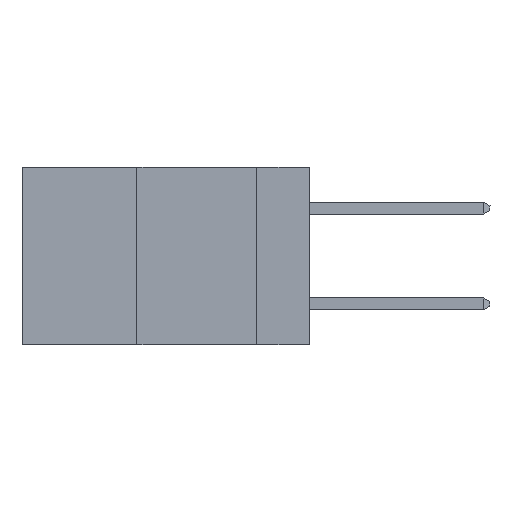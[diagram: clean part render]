
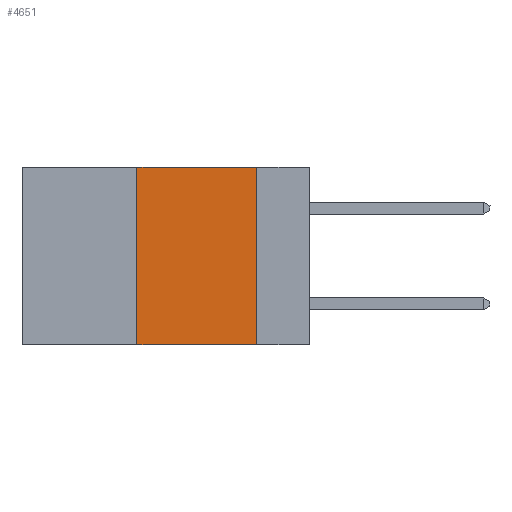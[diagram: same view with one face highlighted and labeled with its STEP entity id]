
A CAD part, left-side view. The second image highlights one B-rep face of the part: STEP entity #4651.
In plain terms, the highlighted planar face has unit normal (-1, 0, 0).
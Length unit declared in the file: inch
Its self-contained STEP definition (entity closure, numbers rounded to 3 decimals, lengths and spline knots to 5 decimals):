
#552 = DIRECTION ( 'NONE',  ( 0., 0., -1. ) ) ;
#1578 = PLANE ( 'NONE',  #1913 ) ;
#1913 = AXIS2_PLACEMENT_3D ( 'NONE', #10512, #2532, #7453 ) ;
#2050 = EDGE_LOOP ( 'NONE', ( #8891, #6804, #10868, #10507 ) ) ;
#2206 = EDGE_CURVE ( 'NONE', #9015, #4822, #10647, .T. ) ;
#2369 = VECTOR ( 'NONE', #552, 39.37008 ) ;
#2488 = CARTESIAN_POINT ( 'NONE',  ( 0., 0.11, 0. ) ) ;
#2532 = DIRECTION ( 'NONE',  ( 1., 0., 0. ) ) ;
#4513 = DIRECTION ( 'NONE',  ( 0., 0., 1. ) ) ;
#4651 = ADVANCED_FACE ( 'NONE', ( #4989 ), #1578, .F. ) ;
#4743 = EDGE_CURVE ( 'NONE', #4822, #11784, #6404, .T. ) ;
#4822 = VERTEX_POINT ( 'NONE', #11626 ) ;
#4855 = DIRECTION ( 'NONE',  ( 0., -1., 0. ) ) ;
#4989 = FACE_OUTER_BOUND ( 'NONE', #2050, .T. ) ;
#5614 = CARTESIAN_POINT ( 'NONE',  ( 0., 0.11, 0. ) ) ;
#5847 = EDGE_CURVE ( 'NONE', #9015, #12612, #11841, .T. ) ;
#5888 = CARTESIAN_POINT ( 'NONE',  ( 0., 0.36, -0.37 ) ) ;
#6404 = LINE ( 'NONE', #6521, #8758 ) ;
#6521 = CARTESIAN_POINT ( 'NONE',  ( 0., 0.6, 0. ) ) ;
#6804 = ORIENTED_EDGE ( 'NONE', *, *, #4743, .F. ) ;
#7453 = DIRECTION ( 'NONE',  ( 0., 0., -1. ) ) ;
#7478 = EDGE_CURVE ( 'NONE', #11784, #12612, #12696, .T. ) ;
#8016 = VECTOR ( 'NONE', #4513, 39.37008 ) ;
#8758 = VECTOR ( 'NONE', #4855, 39.37008 ) ;
#8880 = VECTOR ( 'NONE', #9290, 39.37008 ) ;
#8891 = ORIENTED_EDGE ( 'NONE', *, *, #7478, .F. ) ;
#9015 = VERTEX_POINT ( 'NONE', #5888 ) ;
#9290 = DIRECTION ( 'NONE',  ( 0., -1., 0. ) ) ;
#9601 = CARTESIAN_POINT ( 'NONE',  ( 0., 0.6, -0.37 ) ) ;
#10507 = ORIENTED_EDGE ( 'NONE', *, *, #5847, .T. ) ;
#10512 = CARTESIAN_POINT ( 'NONE',  ( 0., 0.6, 0. ) ) ;
#10647 = LINE ( 'NONE', #11612, #8016 ) ;
#10868 = ORIENTED_EDGE ( 'NONE', *, *, #2206, .F. ) ;
#11399 = CARTESIAN_POINT ( 'NONE',  ( 0., 0.11, -0.37 ) ) ;
#11612 = CARTESIAN_POINT ( 'NONE',  ( 0., 0.36, 0. ) ) ;
#11626 = CARTESIAN_POINT ( 'NONE',  ( 0., 0.36, 0. ) ) ;
#11784 = VERTEX_POINT ( 'NONE', #2488 ) ;
#11841 = LINE ( 'NONE', #9601, #8880 ) ;
#12612 = VERTEX_POINT ( 'NONE', #11399 ) ;
#12696 = LINE ( 'NONE', #5614, #2369 ) ;
